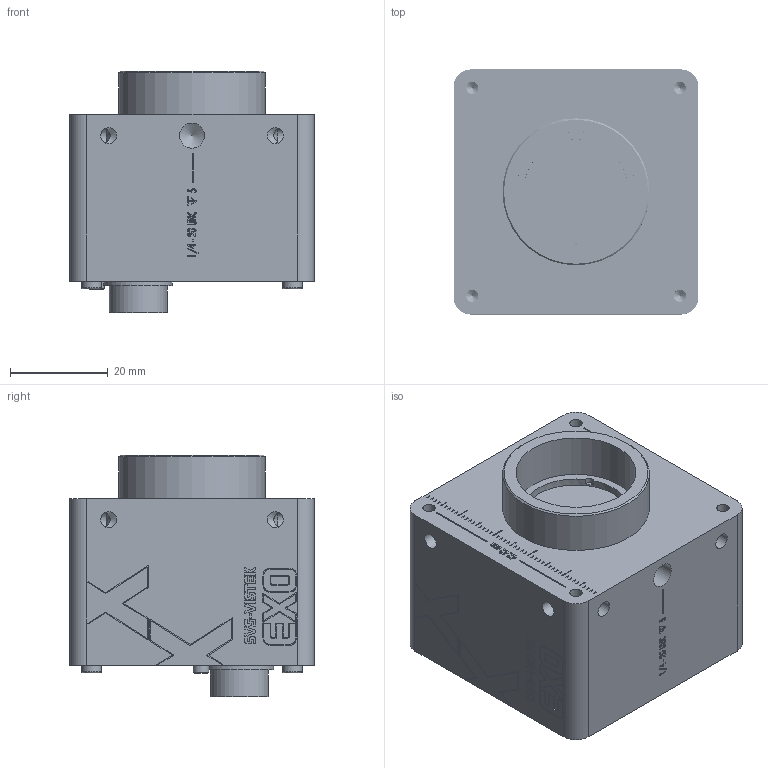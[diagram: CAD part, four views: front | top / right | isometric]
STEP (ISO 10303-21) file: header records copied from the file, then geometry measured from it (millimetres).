
FILE_DESCRIPTION (( 'STEP AP214' ), '1' );
FILE_NAME ('F001629-05001 EXO174MU3.STEP', '2020-06-18T06:30:55', ( '' ), ( '' ), 'SwSTEP 2.0', 'SolidWorks 2019', '' );
FILE_SCHEMA (( 'AUTOMOTIVE_DESIGN' ));
Length unit declared in the file: millimetre
Products named in the file (15): E000002-01001 Abstandshalter M2x5_Abstandshalter M2x5; E002394-02001 EXO Rückplatte U3V_Step; N000035-00000 Schraube M2x12 Torx ISO14580_M2x12; B004218_IMX174_STEP; EXO_Buchse USB3; E002664-03001 EXO Frontplatte IMX420 mit Laserbeschriftung; Dichtung_IMX174; F001629-05001 EXO174MU3; E002081-01001 Connector HRS10A-12R-12PB; E002082 Lichtleiter Mentor 1282.2000; N000007-00000 Abstandshalter M2x8_Abstandshalter M2x8; E004012-02001_Deckglas_d24x1; E002464-01001 EXO Kühlblech FPGA USB3; N000069-00000 Druckfeder VD_145A_2; E002640-01001 Filterhalter C-Mount Sternform mit Elox
Assembly tree (26 placements, depth 2):
  F001629-05001 EXO174MU3
    E002664-03001 EXO Frontplatte IMX420 mit Laserbeschriftung
    E004012-02001_Deckglas_d24x1
    E002394-02001 EXO Rückplatte U3V_Step
    E002640-01001 Filterhalter C-Mount Sternform mit Elox
    E000002-01001 Abstandshalter M2x5_Abstandshalter M2x5  x4
    E002464-01001 EXO Kühlblech FPGA USB3
    E002081-01001 Connector HRS10A-12R-12PB
    E002082 Lichtleiter Mentor 1282.2000
    Dichtung_IMX174
    N000007-00000 Abstandshalter M2x8_Abstandshalter M2x8  x4
    N000035-00000 Schraube M2x12 Torx ISO14580_M2x12  x4
    N000069-00000 Druckfeder VD_145A_2  x4
    B004218_IMX174_STEP
    EXO_Buchse USB3
Bounding box: 50 x 50 x 49.32 mm (x, y, z)
Volume: 33729.7 mm3; surface area: 37750.5 mm2
Topology: 41 solids, 41 shells, 3547 faces, 8902 edges, 5691 vertices
Faces by surface type: plane 1720, bspline 1067, cylinder 409, cone 333, sphere 12, torus 6
Full cylindrical faces by diameter (mm): 0.617 x1, 0.8 x36, 1 x12, 1.6 x6, 1.674 x92, 2 x13, 2.2 x4, 2.5 x4, 2.8 x1, 2.85 x1, 3.2 x1, 3.3 x8, 4 x4, 5.105 x1, 9 x1, 10.3 x1, 11 x1, 11.5 x1, 11.8 x1, 14 x2, 21.5 x1, 24 x1, 24.5 x1, 25.4 x1, 30 x1
Entity records: 139180 total; most frequent: CARTESIAN_POINT 49897, ORIENTED_EDGE 14280, DIRECTION 9826, EDGE_CURVE 7140, VERTEX_POINT 4769, VECTOR 4738, LINE 4738, EDGE_LOOP 3285
